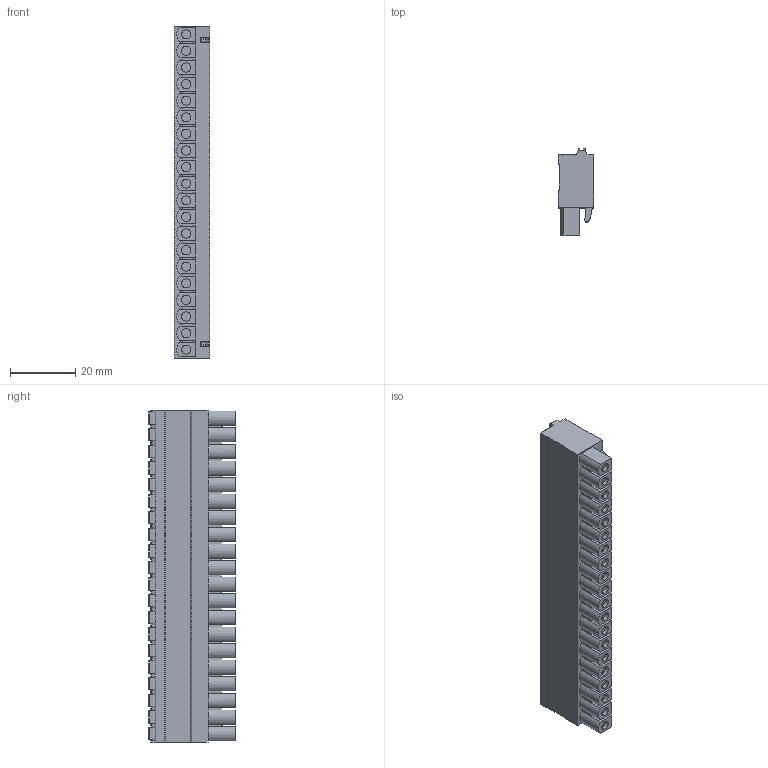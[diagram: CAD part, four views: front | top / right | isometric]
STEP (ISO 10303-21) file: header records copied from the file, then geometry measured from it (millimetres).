
FILE_DESCRIPTION((''),'2;1');
FILE_NAME('TLPS-317-03P-24P','2024-11-08T08:57:13',('tluser'),(''),'CREO PARAMETRIC BY PTC INC, 2018100','CREO PARAMETRIC BY PTC INC, 2018100','');
FILE_SCHEMA(('CONFIG_CONTROL_DESIGN'));
Length unit declared in the file: millimetre
Products named in the file (1): TLPS-317-03P-24P
Bounding box: 10.9 x 26.5 x 101.6 mm (x, y, z)
Volume: 20732.5 mm3; surface area: 10794.2 mm2
Topology: 1 solids, 1 shells, 1080 faces, 2828 edges, 1832 vertices
Faces by surface type: plane 606, cylinder 394, torus 80
Entity records: 33178 total; most frequent: DIRECTION 5856, CARTESIAN_POINT 5740, ORIENTED_EDGE 5656, EDGE_CURVE 2828, VECTOR 1960, LINE 1960, AXIS2_PLACEMENT_3D 1948, VERTEX_POINT 1832
